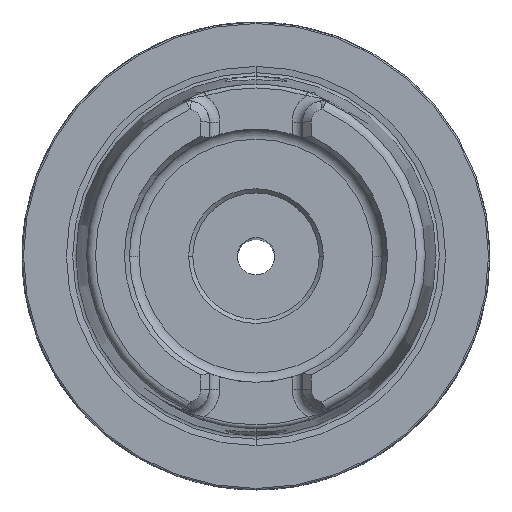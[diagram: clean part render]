
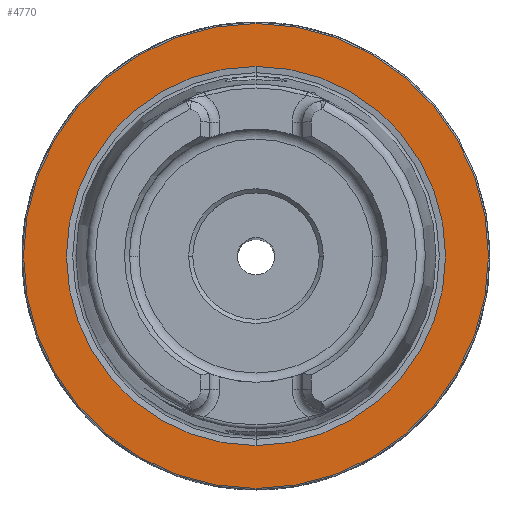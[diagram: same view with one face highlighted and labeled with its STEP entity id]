
A CAD part, top view. The second image highlights one B-rep face of the part: STEP entity #4770.
In plain terms, the highlighted planar face has unit normal (0, 0, 1).
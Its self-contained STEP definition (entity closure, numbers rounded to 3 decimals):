
#715 = VERTEX_POINT ( 'NONE', #9401 ) ;
#1499 = DIRECTION ( 'NONE',  ( 0., 0., 1. ) ) ;
#1513 = VERTEX_POINT ( 'NONE', #6816 ) ;
#1637 = ORIENTED_EDGE ( 'NONE', *, *, #10698, .T. ) ;
#1709 = EDGE_CURVE ( 'NONE', #7223, #1513, #3805, .T. ) ;
#1746 = AXIS2_PLACEMENT_3D ( 'NONE', #7561, #1826, #8517 ) ;
#1826 = DIRECTION ( 'NONE',  ( 0., 0., 1. ) ) ;
#2181 = CARTESIAN_POINT ( 'NONE',  ( 0., 31.47, 0. ) ) ;
#2260 = AXIS2_PLACEMENT_3D ( 'NONE', #11700, #8855, #11543 ) ;
#2690 = VERTEX_POINT ( 'NONE', #10602 ) ;
#3212 = DIRECTION ( 'NONE',  ( 0., -1., 0. ) ) ;
#3430 = AXIS2_PLACEMENT_3D ( 'NONE', #9923, #4418, #10845 ) ;
#3502 = ORIENTED_EDGE ( 'NONE', *, *, #11710, .T. ) ;
#3805 = CIRCLE ( 'NONE', #2260, 25.5 ) ;
#4418 = DIRECTION ( 'NONE',  ( 0., 0., -1. ) ) ;
#4770 = ADVANCED_FACE ( 'NONE', ( #9772, #9497 ), #6410, .T. ) ;
#5051 = DIRECTION ( 'NONE',  ( 0., -1., 0. ) ) ;
#6106 = DIRECTION ( 'NONE',  ( 0., 0., 1. ) ) ;
#6410 = PLANE ( 'NONE',  #9399 ) ;
#6816 = CARTESIAN_POINT ( 'NONE',  ( 0., -25.5, 0. ) ) ;
#7223 = VERTEX_POINT ( 'NONE', #8984 ) ;
#7561 = CARTESIAN_POINT ( 'NONE',  ( 0., 0., 0. ) ) ;
#8060 = AXIS2_PLACEMENT_3D ( 'NONE', #8886, #6106, #3212 ) ;
#8240 = ORIENTED_EDGE ( 'NONE', *, *, #11465, .T. ) ;
#8517 = DIRECTION ( 'NONE',  ( 0., -1., 0. ) ) ;
#8759 = CIRCLE ( 'NONE', #3430, 25.5 ) ;
#8855 = DIRECTION ( 'NONE',  ( 0., 0., -1. ) ) ;
#8886 = CARTESIAN_POINT ( 'NONE',  ( 0., 0., 0. ) ) ;
#8917 = ORIENTED_EDGE ( 'NONE', *, *, #1709, .T. ) ;
#8984 = CARTESIAN_POINT ( 'NONE',  ( 0., 25.5, 0. ) ) ;
#9138 = CIRCLE ( 'NONE', #1746, 31.27 ) ;
#9399 = AXIS2_PLACEMENT_3D ( 'NONE', #2181, #1499, #5051 ) ;
#9401 = CARTESIAN_POINT ( 'NONE',  ( 0., 31.27, 0. ) ) ;
#9497 = FACE_BOUND ( 'NONE', #10318, .T. ) ;
#9772 = FACE_OUTER_BOUND ( 'NONE', #11039, .T. ) ;
#9923 = CARTESIAN_POINT ( 'NONE',  ( 0., 0., 0. ) ) ;
#10318 = EDGE_LOOP ( 'NONE', ( #8240, #8917 ) ) ;
#10602 = CARTESIAN_POINT ( 'NONE',  ( 0., -31.27, 0. ) ) ;
#10698 = EDGE_CURVE ( 'NONE', #2690, #715, #11715, .T. ) ;
#10845 = DIRECTION ( 'NONE',  ( 0., 1., 0. ) ) ;
#11039 = EDGE_LOOP ( 'NONE', ( #1637, #3502 ) ) ;
#11465 = EDGE_CURVE ( 'NONE', #1513, #7223, #8759, .T. ) ;
#11543 = DIRECTION ( 'NONE',  ( 0., 1., 0. ) ) ;
#11700 = CARTESIAN_POINT ( 'NONE',  ( 0., 0., 0. ) ) ;
#11710 = EDGE_CURVE ( 'NONE', #715, #2690, #9138, .T. ) ;
#11715 = CIRCLE ( 'NONE', #8060, 31.27 ) ;
